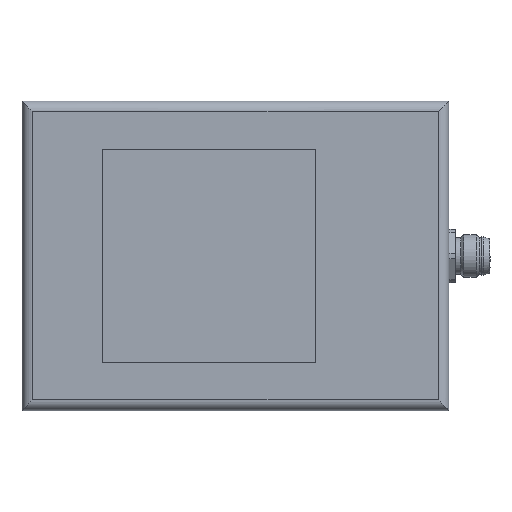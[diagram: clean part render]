
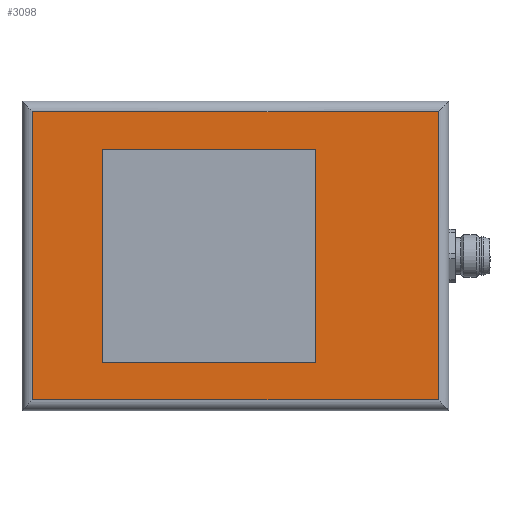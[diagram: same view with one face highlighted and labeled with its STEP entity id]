
A CAD part, top view. The second image highlights one B-rep face of the part: STEP entity #3098.
In plain terms, the highlighted planar face has unit normal (0, 0, 1).
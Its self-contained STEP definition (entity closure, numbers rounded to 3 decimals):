
#1457=ORIENTED_EDGE('',*,*,#1928,.T.);
#1458=ORIENTED_EDGE('',*,*,#1931,.T.);
#1459=ORIENTED_EDGE('',*,*,#1932,.T.);
#1460=ORIENTED_EDGE('',*,*,#1933,.T.);
#1461=ORIENTED_EDGE('',*,*,#1934,.F.);
#1462=ORIENTED_EDGE('',*,*,#1935,.F.);
#1463=ORIENTED_EDGE('',*,*,#1936,.F.);
#1464=ORIENTED_EDGE('',*,*,#1937,.F.);
#1690=VECTOR('',#2308,1.);
#1691=VECTOR('',#2315,1.);
#1692=VECTOR('',#2316,1.);
#1693=VECTOR('',#2317,1.);
#1694=VECTOR('',#2318,1.);
#1695=VECTOR('',#2319,1.);
#1696=VECTOR('',#2320,1.);
#1697=VECTOR('',#2321,1.);
#1756=LINE('',#2666,#1690);
#1757=LINE('',#2671,#1691);
#1758=LINE('',#2673,#1692);
#1759=LINE('',#2674,#1693);
#1760=LINE('',#2677,#1694);
#1761=LINE('',#2679,#1695);
#1762=LINE('',#2681,#1696);
#1763=LINE('',#2682,#1697);
#1823=VERTEX_POINT('',#2664);
#1824=VERTEX_POINT('',#2665);
#1825=VERTEX_POINT('',#2670);
#1826=VERTEX_POINT('',#2672);
#1827=VERTEX_POINT('',#2675);
#1828=VERTEX_POINT('',#2676);
#1829=VERTEX_POINT('',#2678);
#1830=VERTEX_POINT('',#2680);
#1928=EDGE_CURVE('',#1823,#1824,#1756,.T.);
#1931=EDGE_CURVE('',#1824,#1825,#1757,.T.);
#1932=EDGE_CURVE('',#1825,#1826,#1758,.T.);
#1933=EDGE_CURVE('',#1826,#1823,#1759,.T.);
#1934=EDGE_CURVE('',#1827,#1828,#1760,.T.);
#1935=EDGE_CURVE('',#1829,#1827,#1761,.T.);
#1936=EDGE_CURVE('',#1830,#1829,#1762,.T.);
#1937=EDGE_CURVE('',#1828,#1830,#1763,.T.);
#2039=EDGE_LOOP('',(#1457,#1458,#1459,#1460));
#2040=EDGE_LOOP('',(#1461,#1462,#1463,#1464));
#2155=FACE_BOUND('',#2039,.T.);
#2156=FACE_BOUND('',#2040,.T.);
#2308=DIRECTION('',(-76.,0.,0.));
#2313=DIRECTION('',(0.,0.,1.));
#2314=DIRECTION('',(0.,-1.,0.));
#2315=DIRECTION('',(0.,-54.,0.));
#2316=DIRECTION('',(76.,0.,0.));
#2317=DIRECTION('',(0.,54.,0.));
#2318=DIRECTION('',(40.,0.,0.));
#2319=DIRECTION('',(0.,-40.,0.));
#2320=DIRECTION('',(-40.,0.,0.));
#2321=DIRECTION('',(0.,40.,0.));
#2664=CARTESIAN_POINT('',(78.,56.,20.));
#2665=CARTESIAN_POINT('',(2.,56.,20.));
#2666=CARTESIAN_POINT('',(78.,56.,20.));
#2669=CARTESIAN_POINT('',(0.,0.,20.));
#2670=CARTESIAN_POINT('',(2.,2.,20.));
#2671=CARTESIAN_POINT('',(2.,56.,20.));
#2672=CARTESIAN_POINT('',(78.,2.,20.));
#2673=CARTESIAN_POINT('',(2.,2.,20.));
#2674=CARTESIAN_POINT('',(78.,2.,20.));
#2675=CARTESIAN_POINT('',(25.,9.,20.));
#2676=CARTESIAN_POINT('',(65.,9.,20.));
#2677=CARTESIAN_POINT('',(25.,9.,20.));
#2678=CARTESIAN_POINT('',(25.,49.,20.));
#2679=CARTESIAN_POINT('',(25.,49.,20.));
#2680=CARTESIAN_POINT('',(65.,49.,20.));
#2681=CARTESIAN_POINT('',(65.,49.,20.));
#2682=CARTESIAN_POINT('',(65.,9.,20.));
#2934=AXIS2_PLACEMENT_3D('',#2669,#2313,#2314);
#3066=PLANE('',#2934);
#3098=ADVANCED_FACE('',(#2155,#2156),#3066,.T.);
